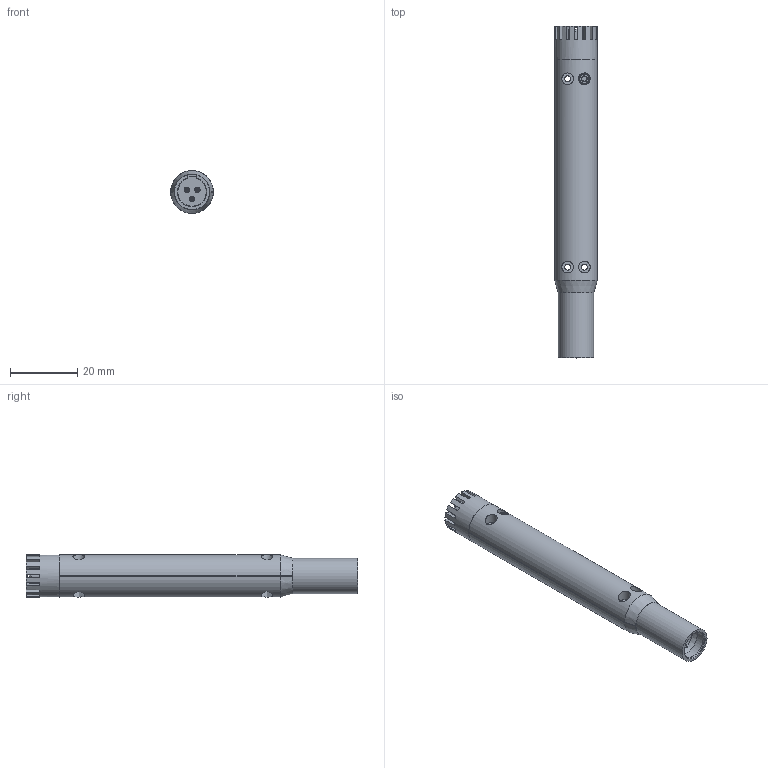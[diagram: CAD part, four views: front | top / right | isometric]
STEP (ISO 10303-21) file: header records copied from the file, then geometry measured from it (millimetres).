
FILE_DESCRIPTION(/* description */ (''),/* implementation_level */ '2;1');
FILE_NAME(/* name */ 'ref mic.step',/* time_stamp */ '2022-06-13T10:09:49-07:00',/* author */ (''),/* organization */ (''),/* preprocessor_version */ 'ST-DEVELOPER v19',/* originating_system */ 'Autodesk Translation Framework v11.7.0.108',/* authorisation */ '');
FILE_SCHEMA (('AUTOMOTIVE_DESIGN { 1 0 10303 214 3 1 1 }'));
Products named in the file (40): ref mic; Mini XLR; PCB; _autosave-ref_mic PCB; C_0603_1608Metric; SOLID (6); R_0603_1608Metric; C_0805_2012Metric; SOIC-8_3.9x4.9mm_P1.27mm; SOLID (9); SOT-23; CP_Elec_5x5.4; CP_Elec_6.3x5.4_Nichicon; SC-59; SOLID (8); R_0603_1608Metric_1; R_0603_1608Metric_2; R_0603_1608Metric_3; R_0603_1608Metric_4; C_0805_2012Metric_1; C_0805_2012Metric_2; SOLID (1); R_0603_1608Metric_5; R_0603_1608Metric_6; SOT-23_1; SOLID (7); R_0603_1608Metric_7; R_0603_1608Metric_8; R_0603_1608Metric_9; R_0603_1608Metric_10; CP_Elec_6.3x5.4_Nichicon_1; CP_Elec_6.3x5.4_Nichicon_2; CP_Elec_5x5.4_1; SOLID (3); CP_Elec_6.3x5.4_Nichicon_3; SOLID (4); R_0603_1608Metric_11; SOLID; 91292A264_18-8 Stainless Steel Socket Head Screw; 91828A006_18-8 Stainless Steel Hex Nut
Assembly tree (57 placements, depth 4):
  ref mic
    Mini XLR
    PCB
      _autosave-ref_mic PCB
      C_0603_1608Metric
        SOLID (6)
      R_0603_1608Metric
        SOLID
      C_0805_2012Metric
        SOLID (1)
      SOIC-8_3.9x4.9mm_P1.27mm
        SOLID (9)
      SOT-23
        SOLID (7)
      CP_Elec_5x5.4
        SOLID (3)
      CP_Elec_6.3x5.4_Nichicon
        SOLID (4)
      SC-59
        SOLID (8)
      R_0603_1608Metric_1
        SOLID
      R_0603_1608Metric_2
        SOLID
      R_0603_1608Metric_3
        SOLID
      R_0603_1608Metric_4
        SOLID
      C_0805_2012Metric_1
        SOLID (1)
      C_0805_2012Metric_2
        SOLID (1)
      R_0603_1608Metric_5
        SOLID
      R_0603_1608Metric_6
        SOLID
      SOT-23_1
        SOLID (7)
      R_0603_1608Metric_7
        SOLID
      R_0603_1608Metric_8
        SOLID
      R_0603_1608Metric_9
        SOLID
      R_0603_1608Metric_10
        SOLID
      CP_Elec_6.3x5.4_Nichicon_1
        SOLID (4)
      CP_Elec_6.3x5.4_Nichicon_2
        SOLID (4)
      CP_Elec_5x5.4_1
        SOLID (3)
      CP_Elec_6.3x5.4_Nichicon_3
        SOLID (4)
      R_0603_1608Metric_11
        SOLID
    91292A264_18-8 Stainless Steel Socket Head Screw
    91828A006_18-8 Stainless Steel Hex Nut
Bounding box: 12.7 x 99.05 x 12.7 mm (x, y, z)
Volume: 7350 mm3; surface area: 12175.9 mm2
Topology: 35 solids, 35 shells, 1862 faces, 5025 edges, 3223 vertices
Faces by surface type: plane 1118, cylinder 589, bspline 92, cone 34, torus 29
Full cylindrical faces by diameter (mm): 0.6 x1, 1 x5, 1.016 x3, 1.145 x24, 1.6 x23, 1.8 x8, 2.721 x1, 3 x1, 3.5 x4, 4.314 x1, 5 x4, 6.3 x8, 9.2 x1, 9.6 x1, 9.7 x1, 9.8 x1, 10.49 x1, 12.7 x1
Entity records: 51097 total; most frequent: CARTESIAN_POINT 17284, ORIENTED_EDGE 7096, DIRECTION 6467, EDGE_CURVE 3548, LINE 2297, VECTOR 2297, VERTEX_POINT 2285, AXIS2_PLACEMENT_3D 2085
